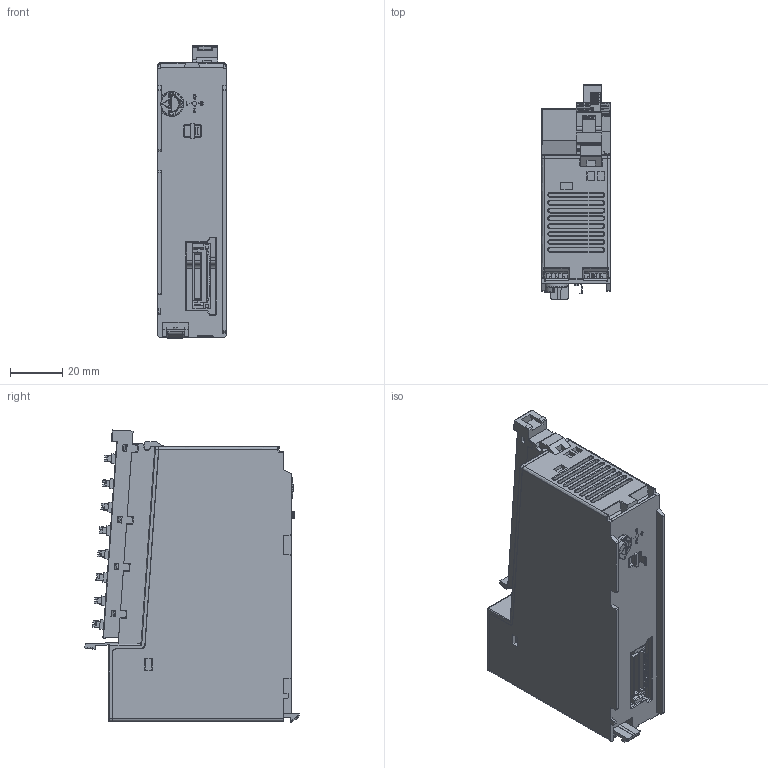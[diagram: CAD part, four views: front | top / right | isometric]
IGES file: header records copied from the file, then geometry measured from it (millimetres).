
Start section:  PTC IGES file: M_APSU_IGS.igs
Global section: file name: M_APSU_IGS.igs; native system: Creo Parametric by PTC Inc.; preprocessor: 2019344; author: Ramdas.Tibile; organization: Unknown; date: 20250106.133350; units: metre
Bounding box: 26.4 x 82.02 x 111.79 mm (x, y, z)
Surface area: 37179.9 mm2 (no closed solid volume)
Topology: 0 solids, 0 shells, 1528 faces, 9702 edges, 9688 vertices
Faces by surface type: bspline 986, revolution 529, extrusion 13
